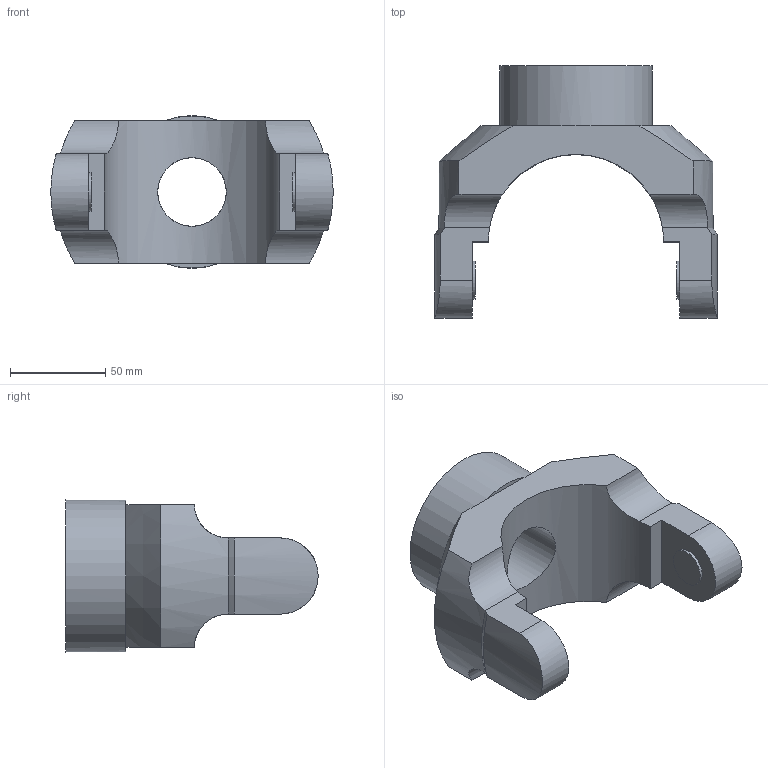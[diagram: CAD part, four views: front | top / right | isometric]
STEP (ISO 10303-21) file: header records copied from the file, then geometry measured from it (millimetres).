
FILE_DESCRIPTION(/* description */ (''),/* implementation_level */ '2;1');
FILE_NAME(/* name */ 'Kardan_ipt_bad46c11.STEP',/* time_stamp */ '2020-11-16T16:19:47+01:00',/* author */ ('SUSTRVOJ'),/* organization */ (''),/* preprocessor_version */ 'ST-DEVELOPER v17.2',/* originating_system */ 'Autodesk Inventor 2019',/* authorisation */ '');
FILE_SCHEMA (('AUTOMOTIVE_DESIGN { 1 0 10303 214 3 1 1 }'));
Length unit declared in the file: millimetre
Products named in the file (1): Kardan
Bounding box: 148.2 x 132.5 x 80 mm (x, y, z)
Volume: 479799.6 mm3; surface area: 56624 mm2
Topology: 1 solids, 1 shells, 36 faces, 95 edges, 63 vertices
Faces by surface type: plane 17, cylinder 15, cone 4
Full cylindrical faces by diameter (mm): 20 x2, 36 x1, 80 x1
Entity records: 1404 total; most frequent: CARTESIAN_POINT 470, ORIENTED_EDGE 190, DIRECTION 180, EDGE_CURVE 95, AXIS2_PLACEMENT_3D 67, VERTEX_POINT 63, LINE 46, VECTOR 46
